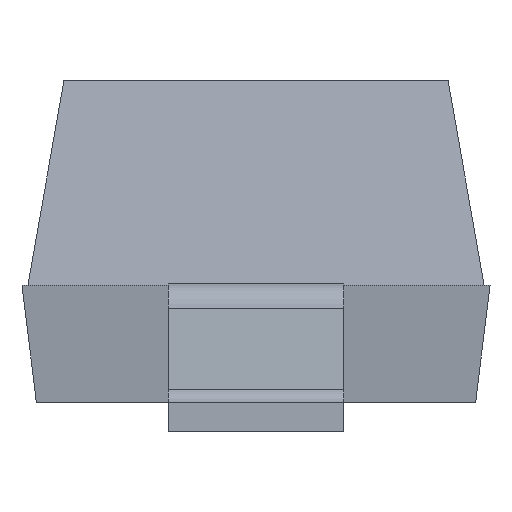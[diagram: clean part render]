
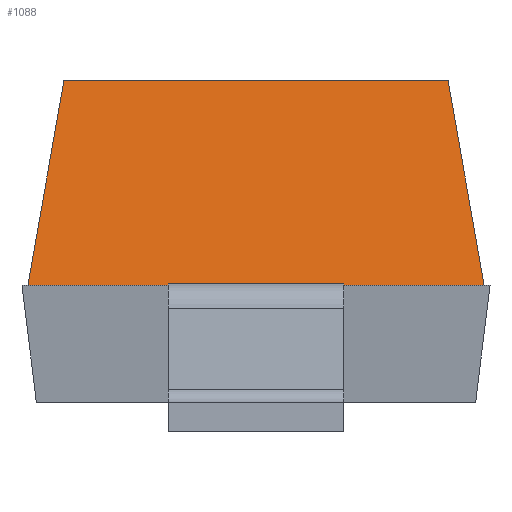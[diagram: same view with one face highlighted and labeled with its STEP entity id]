
A CAD part, left-side view. The second image highlights one B-rep face of the part: STEP entity #1088.
In plain terms, the highlighted planar face has unit normal (-0.985, 0, 0.174).
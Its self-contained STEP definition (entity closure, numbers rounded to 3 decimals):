
#118 = VECTOR ( 'NONE', #1843, 1000. ) ;
#121 = VERTEX_POINT ( 'NONE', #1639 ) ;
#181 = VERTEX_POINT ( 'NONE', #1051 ) ;
#230 = VECTOR ( 'NONE', #1284, 1000. ) ;
#239 = CARTESIAN_POINT ( 'NONE',  ( -1.28, 0.78, 0.5 ) ) ;
#240 = DIRECTION ( 'NONE',  ( 0.174, 0., 0.985 ) ) ;
#338 = ORIENTED_EDGE ( 'NONE', *, *, #1621, .T. ) ;
#348 = VERTEX_POINT ( 'NONE', #239 ) ;
#523 = ORIENTED_EDGE ( 'NONE', *, *, #1012, .T. ) ;
#575 = LINE ( 'NONE', #1792, #1743 ) ;
#710 = FACE_OUTER_BOUND ( 'NONE', #1316, .T. ) ;
#759 = AXIS2_PLACEMENT_3D ( 'NONE', #981, #1428, #240 ) ;
#764 = ORIENTED_EDGE ( 'NONE', *, *, #887, .F. ) ;
#771 = ORIENTED_EDGE ( 'NONE', *, *, #1062, .T. ) ;
#800 = LINE ( 'NONE', #1257, #118 ) ;
#887 = EDGE_CURVE ( 'NONE', #181, #121, #1445, .T. ) ;
#946 = VERTEX_POINT ( 'NONE', #1822 ) ;
#981 = CARTESIAN_POINT ( 'NONE',  ( -1.28, 0., 0.5 ) ) ;
#1012 = EDGE_CURVE ( 'NONE', #181, #946, #800, .T. ) ;
#1043 = DIRECTION ( 'NONE',  ( -0.171, 0.171, -0.97 ) ) ;
#1051 = CARTESIAN_POINT ( 'NONE',  ( -1.157, -0.657, 1.2 ) ) ;
#1062 = EDGE_CURVE ( 'NONE', #348, #121, #1157, .T. ) ;
#1088 = ADVANCED_FACE ( 'NONE', ( #710 ), #1728, .T. ) ;
#1157 = LINE ( 'NONE', #1573, #230 ) ;
#1175 = CARTESIAN_POINT ( 'NONE',  ( -1.157, -0.657, 1.2 ) ) ;
#1257 = CARTESIAN_POINT ( 'NONE',  ( -1.157, 0., 1.2 ) ) ;
#1284 = DIRECTION ( 'NONE',  ( 0., -1., 0. ) ) ;
#1316 = EDGE_LOOP ( 'NONE', ( #523, #338, #771, #764 ) ) ;
#1339 = DIRECTION ( 'NONE',  ( -0.171, -0.171, -0.97 ) ) ;
#1428 = DIRECTION ( 'NONE',  ( -0.985, 0., 0.174 ) ) ;
#1445 = LINE ( 'NONE', #1175, #1653 ) ;
#1573 = CARTESIAN_POINT ( 'NONE',  ( -1.28, 0.8, 0.5 ) ) ;
#1621 = EDGE_CURVE ( 'NONE', #946, #348, #575, .T. ) ;
#1639 = CARTESIAN_POINT ( 'NONE',  ( -1.28, -0.78, 0.5 ) ) ;
#1653 = VECTOR ( 'NONE', #1339, 1000. ) ;
#1728 = PLANE ( 'NONE',  #759 ) ;
#1743 = VECTOR ( 'NONE', #1043, 1000. ) ;
#1792 = CARTESIAN_POINT ( 'NONE',  ( -1.157, 0.657, 1.2 ) ) ;
#1822 = CARTESIAN_POINT ( 'NONE',  ( -1.157, 0.657, 1.2 ) ) ;
#1843 = DIRECTION ( 'NONE',  ( 0., 1., 0. ) ) ;
